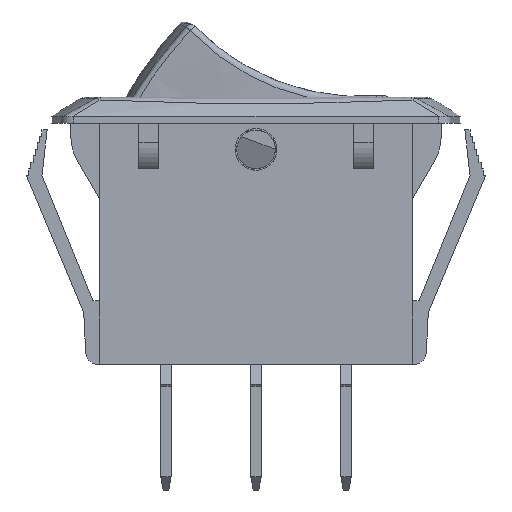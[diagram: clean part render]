
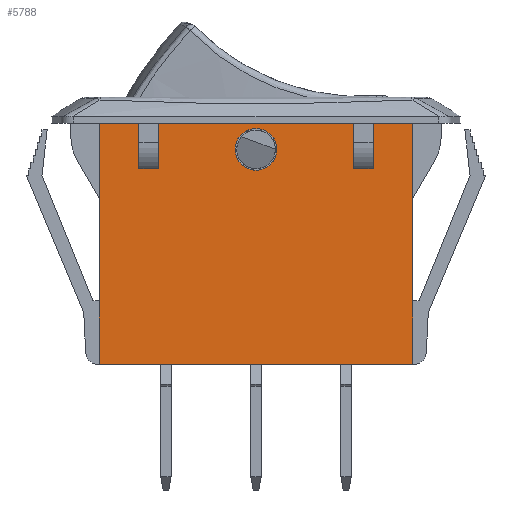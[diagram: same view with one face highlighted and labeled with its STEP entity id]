
A CAD part, left-side view. The second image highlights one B-rep face of the part: STEP entity #5788.
In plain terms, the highlighted planar face has unit normal (-1, 0, 0).
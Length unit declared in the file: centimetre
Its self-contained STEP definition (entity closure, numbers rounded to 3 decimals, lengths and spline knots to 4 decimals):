
#30=FACE_BOUND('',#959,.T.);
#194=CIRCLE('',#6244,0.16);
#336=PLANE('',#6243);
#635=FACE_OUTER_BOUND('',#958,.T.);
#958=EDGE_LOOP('',(#4982,#4983,#4984,#4985,#4986,#4987,#4988,#4989,#4990,
#4991,#4992,#4993,#4994,#4995));
#959=EDGE_LOOP('',(#4996));
#1333=LINE('',#9236,#1948);
#1434=LINE('',#9942,#2049);
#1438=LINE('',#9950,#2053);
#1442=LINE('',#9958,#2057);
#1476=LINE('',#10058,#2091);
#1486=LINE('',#10081,#2101);
#1488=LINE('',#10088,#2103);
#1504=LINE('',#10125,#2119);
#1505=LINE('',#10128,#2120);
#1506=LINE('',#10131,#2121);
#1507=LINE('',#10133,#2122);
#1508=LINE('',#10134,#2123);
#1509=LINE('',#10135,#2124);
#1510=LINE('',#10136,#2125);
#1948=VECTOR('',#7059,1.);
#2049=VECTOR('',#7290,1.);
#2053=VECTOR('',#7294,1.);
#2057=VECTOR('',#7298,1.);
#2091=VECTOR('',#7370,1.);
#2101=VECTOR('',#7390,1.);
#2103=VECTOR('',#7398,1.);
#2119=VECTOR('',#7438,1.);
#2120=VECTOR('',#7441,1.);
#2121=VECTOR('',#7446,1.);
#2122=VECTOR('',#7447,1.);
#2123=VECTOR('',#7448,1.);
#2124=VECTOR('',#7449,1.);
#2125=VECTOR('',#7450,1.);
#2666=VERTEX_POINT('',#9233);
#2667=VERTEX_POINT('',#9235);
#2802=VERTEX_POINT('',#9939);
#2803=VERTEX_POINT('',#9941);
#2806=VERTEX_POINT('',#9947);
#2807=VERTEX_POINT('',#9949);
#2810=VERTEX_POINT('',#9955);
#2811=VERTEX_POINT('',#9957);
#2838=VERTEX_POINT('',#10057);
#2846=VERTEX_POINT('',#10080);
#2848=VERTEX_POINT('',#10086);
#2857=VERTEX_POINT('',#10123);
#2858=VERTEX_POINT('',#10127);
#2859=VERTEX_POINT('',#10132);
#2860=VERTEX_POINT('',#10137);
#3359=EDGE_CURVE('',#2667,#2666,#1333,.T.);
#3530=EDGE_CURVE('',#2803,#2802,#1434,.T.);
#3534=EDGE_CURVE('',#2806,#2807,#1438,.T.);
#3538=EDGE_CURVE('',#2811,#2810,#1442,.T.);
#3578=EDGE_CURVE('',#2811,#2838,#1476,.T.);
#3590=EDGE_CURVE('',#2846,#2807,#1486,.T.);
#3594=EDGE_CURVE('',#2848,#2806,#1488,.T.);
#3614=EDGE_CURVE('',#2848,#2857,#1504,.T.);
#3615=EDGE_CURVE('',#2858,#2846,#1505,.T.);
#3617=EDGE_CURVE('',#2857,#2803,#1506,.T.);
#3618=EDGE_CURVE('',#2802,#2859,#1507,.T.);
#3619=EDGE_CURVE('',#2859,#2667,#1508,.T.);
#3620=EDGE_CURVE('',#2838,#2666,#1509,.T.);
#3621=EDGE_CURVE('',#2810,#2858,#1510,.T.);
#3622=EDGE_CURVE('',#2860,#2860,#194,.T.);
#4982=ORIENTED_EDGE('',*,*,#3590,.T.);
#4983=ORIENTED_EDGE('',*,*,#3534,.F.);
#4984=ORIENTED_EDGE('',*,*,#3594,.F.);
#4985=ORIENTED_EDGE('',*,*,#3614,.T.);
#4986=ORIENTED_EDGE('',*,*,#3617,.T.);
#4987=ORIENTED_EDGE('',*,*,#3530,.T.);
#4988=ORIENTED_EDGE('',*,*,#3618,.T.);
#4989=ORIENTED_EDGE('',*,*,#3619,.T.);
#4990=ORIENTED_EDGE('',*,*,#3359,.T.);
#4991=ORIENTED_EDGE('',*,*,#3620,.F.);
#4992=ORIENTED_EDGE('',*,*,#3578,.F.);
#4993=ORIENTED_EDGE('',*,*,#3538,.T.);
#4994=ORIENTED_EDGE('',*,*,#3621,.T.);
#4995=ORIENTED_EDGE('',*,*,#3615,.T.);
#4996=ORIENTED_EDGE('',*,*,#3622,.T.);
#5788=ADVANCED_FACE('',(#635,#30),#336,.T.);
#6243=AXIS2_PLACEMENT_3D('',#10130,#7444,#7445);
#6244=AXIS2_PLACEMENT_3D('',#10138,#7451,#7452);
#7059=DIRECTION('',(0.,-1.,0.));
#7290=DIRECTION('',(0.,1.,0.));
#7294=DIRECTION('',(0.,-1.,0.));
#7298=DIRECTION('',(0.,1.,0.));
#7370=DIRECTION('',(0.,0.,-1.));
#7390=DIRECTION('',(0.,0.,1.));
#7398=DIRECTION('',(0.,0.,1.));
#7438=DIRECTION('',(0.,1.,0.));
#7441=DIRECTION('',(0.,1.,0.));
#7444=DIRECTION('center_axis',(-1.,0.,0.));
#7445=DIRECTION('ref_axis',(0.,0.,1.));
#7446=DIRECTION('',(0.,0.,1.));
#7447=DIRECTION('',(0.,0.,-1.));
#7448=DIRECTION('',(0.,0.,-1.));
#7449=DIRECTION('',(0.,0.,-1.));
#7450=DIRECTION('',(0.,0.,-1.));
#7451=DIRECTION('center_axis',(1.,0.,0.));
#7452=DIRECTION('ref_axis',(0.,-1.,0.));
#9233=CARTESIAN_POINT('',(-0.595,-1.2,-1.85));
#9235=CARTESIAN_POINT('',(-0.595,1.2,-1.85));
#9236=CARTESIAN_POINT('',(-0.595,-1.2,-1.85));
#9939=CARTESIAN_POINT('',(-0.595,1.2,0.));
#9941=CARTESIAN_POINT('',(-0.595,0.8975,0.));
#9942=CARTESIAN_POINT('',(-0.595,-1.2,0.));
#9947=CARTESIAN_POINT('',(-0.595,0.7475,0.));
#9949=CARTESIAN_POINT('',(-0.595,-0.7475,0.));
#9950=CARTESIAN_POINT('',(-0.595,0.3738,0.));
#9955=CARTESIAN_POINT('',(-0.595,-0.8975,0.));
#9957=CARTESIAN_POINT('',(-0.595,-1.2,0.));
#9958=CARTESIAN_POINT('',(-0.595,-1.2,0.));
#10057=CARTESIAN_POINT('',(-0.595,-1.2,-1.36));
#10058=CARTESIAN_POINT('',(-0.595,-1.2,0.));
#10080=CARTESIAN_POINT('',(-0.595,-0.7475,-0.35));
#10081=CARTESIAN_POINT('',(-0.595,-0.7475,-1.85));
#10086=CARTESIAN_POINT('',(-0.595,0.7475,-0.35));
#10088=CARTESIAN_POINT('',(-0.595,0.7475,-1.85));
#10123=CARTESIAN_POINT('',(-0.595,0.8975,-0.35));
#10125=CARTESIAN_POINT('',(-0.595,0.,-0.35));
#10127=CARTESIAN_POINT('',(-0.595,-0.8975,-0.35));
#10128=CARTESIAN_POINT('',(-0.595,0.,-0.35));
#10130=CARTESIAN_POINT('Origin',(-0.595,1.2,0.));
#10131=CARTESIAN_POINT('',(-0.595,0.8975,-0.0797));
#10132=CARTESIAN_POINT('',(-0.595,1.2,-1.36));
#10133=CARTESIAN_POINT('',(-0.595,1.2,0.));
#10134=CARTESIAN_POINT('',(-0.595,1.2,0.));
#10135=CARTESIAN_POINT('',(-0.595,-1.2,0.));
#10136=CARTESIAN_POINT('',(-0.595,-0.8975,-0.0797));
#10137=CARTESIAN_POINT('',(-0.595,0.16,-0.2));
#10138=CARTESIAN_POINT('Origin',(-0.595,0.,-0.2));
